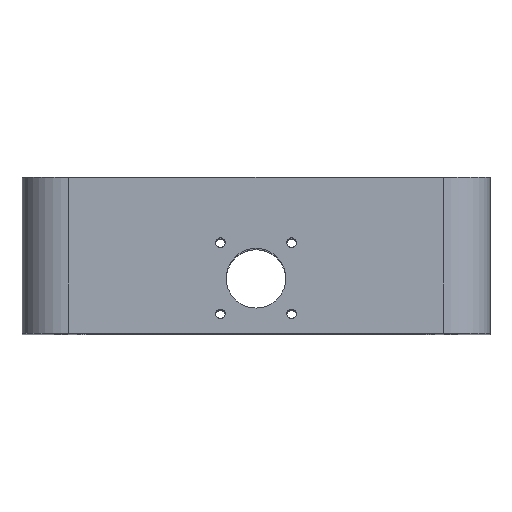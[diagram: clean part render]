
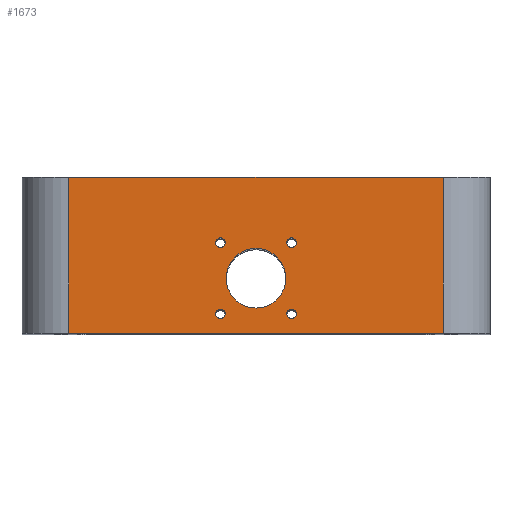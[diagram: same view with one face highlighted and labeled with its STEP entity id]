
A CAD part, top view. The second image highlights one B-rep face of the part: STEP entity #1673.
In plain terms, the highlighted planar face has unit normal (0, 0, 1).
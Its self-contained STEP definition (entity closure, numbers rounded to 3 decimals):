
#33=FACE_BOUND('',#275,.T.);
#34=FACE_BOUND('',#276,.T.);
#35=FACE_BOUND('',#277,.T.);
#36=FACE_BOUND('',#278,.T.);
#37=FACE_BOUND('',#279,.T.);
#103=PLANE('',#1917);
#178=FACE_OUTER_BOUND('',#274,.T.);
#274=EDGE_LOOP('',(#1412,#1413,#1414,#1415));
#275=EDGE_LOOP('',(#1416,#1417));
#276=EDGE_LOOP('',(#1418,#1419));
#277=EDGE_LOOP('',(#1420,#1421));
#278=EDGE_LOOP('',(#1422,#1423));
#279=EDGE_LOOP('',(#1424,#1425));
#405=LINE('',#2928,#492);
#407=LINE('',#2934,#494);
#408=LINE('',#2936,#495);
#409=LINE('',#2937,#496);
#492=VECTOR('',#2429,10.);
#494=VECTOR('',#2435,10.);
#495=VECTOR('',#2436,10.);
#496=VECTOR('',#2437,10.);
#513=CIRCLE('',#1709,1.23);
#514=CIRCLE('',#1710,1.23);
#516=CIRCLE('',#1713,1.23);
#517=CIRCLE('',#1714,1.23);
#519=CIRCLE('',#1717,1.23);
#520=CIRCLE('',#1718,1.23);
#522=CIRCLE('',#1721,1.23);
#523=CIRCLE('',#1722,1.23);
#525=CIRCLE('',#1725,7.65);
#526=CIRCLE('',#1726,7.65);
#665=VERTEX_POINT('',#2493);
#666=VERTEX_POINT('',#2494);
#668=VERTEX_POINT('',#2501);
#669=VERTEX_POINT('',#2502);
#671=VERTEX_POINT('',#2509);
#672=VERTEX_POINT('',#2510);
#674=VERTEX_POINT('',#2517);
#675=VERTEX_POINT('',#2518);
#677=VERTEX_POINT('',#2525);
#678=VERTEX_POINT('',#2526);
#823=VERTEX_POINT('',#2925);
#824=VERTEX_POINT('',#2927);
#826=VERTEX_POINT('',#2933);
#827=VERTEX_POINT('',#2935);
#842=EDGE_CURVE('',#665,#666,#513,.T.);
#843=EDGE_CURVE('',#666,#665,#514,.T.);
#846=EDGE_CURVE('',#668,#669,#516,.T.);
#847=EDGE_CURVE('',#669,#668,#517,.T.);
#850=EDGE_CURVE('',#671,#672,#519,.T.);
#851=EDGE_CURVE('',#672,#671,#520,.T.);
#854=EDGE_CURVE('',#674,#675,#522,.T.);
#855=EDGE_CURVE('',#675,#674,#523,.T.);
#858=EDGE_CURVE('',#677,#678,#525,.T.);
#859=EDGE_CURVE('',#678,#677,#526,.T.);
#1052=EDGE_CURVE('',#823,#824,#405,.T.);
#1055=EDGE_CURVE('',#826,#823,#407,.T.);
#1056=EDGE_CURVE('',#827,#826,#408,.T.);
#1057=EDGE_CURVE('',#824,#827,#409,.T.);
#1412=ORIENTED_EDGE('',*,*,#1052,.F.);
#1413=ORIENTED_EDGE('',*,*,#1055,.F.);
#1414=ORIENTED_EDGE('',*,*,#1056,.F.);
#1415=ORIENTED_EDGE('',*,*,#1057,.F.);
#1416=ORIENTED_EDGE('',*,*,#842,.T.);
#1417=ORIENTED_EDGE('',*,*,#843,.T.);
#1418=ORIENTED_EDGE('',*,*,#846,.T.);
#1419=ORIENTED_EDGE('',*,*,#847,.T.);
#1420=ORIENTED_EDGE('',*,*,#850,.T.);
#1421=ORIENTED_EDGE('',*,*,#851,.T.);
#1422=ORIENTED_EDGE('',*,*,#854,.T.);
#1423=ORIENTED_EDGE('',*,*,#855,.T.);
#1424=ORIENTED_EDGE('',*,*,#858,.T.);
#1425=ORIENTED_EDGE('',*,*,#859,.T.);
#1673=ADVANCED_FACE('',(#178,#33,#34,#35,#36,#37),#103,.T.);
#1709=AXIS2_PLACEMENT_3D('',#2495,#1947,#1948);
#1710=AXIS2_PLACEMENT_3D('',#2496,#1949,#1950);
#1713=AXIS2_PLACEMENT_3D('',#2503,#1956,#1957);
#1714=AXIS2_PLACEMENT_3D('',#2504,#1958,#1959);
#1717=AXIS2_PLACEMENT_3D('',#2511,#1965,#1966);
#1718=AXIS2_PLACEMENT_3D('',#2512,#1967,#1968);
#1721=AXIS2_PLACEMENT_3D('',#2519,#1974,#1975);
#1722=AXIS2_PLACEMENT_3D('',#2520,#1976,#1977);
#1725=AXIS2_PLACEMENT_3D('',#2527,#1983,#1984);
#1726=AXIS2_PLACEMENT_3D('',#2528,#1985,#1986);
#1917=AXIS2_PLACEMENT_3D('',#2932,#2433,#2434);
#1947=DIRECTION('center_axis',(0.,0.,-1.));
#1948=DIRECTION('ref_axis',(-1.,0.,0.));
#1949=DIRECTION('center_axis',(0.,0.,-1.));
#1950=DIRECTION('ref_axis',(-1.,0.,0.));
#1956=DIRECTION('center_axis',(0.,0.,-1.));
#1957=DIRECTION('ref_axis',(-1.,0.,0.));
#1958=DIRECTION('center_axis',(0.,0.,-1.));
#1959=DIRECTION('ref_axis',(-1.,0.,0.));
#1965=DIRECTION('center_axis',(0.,0.,-1.));
#1966=DIRECTION('ref_axis',(-1.,0.,0.));
#1967=DIRECTION('center_axis',(0.,0.,-1.));
#1968=DIRECTION('ref_axis',(-1.,0.,0.));
#1974=DIRECTION('center_axis',(0.,0.,-1.));
#1975=DIRECTION('ref_axis',(-1.,0.,0.));
#1976=DIRECTION('center_axis',(0.,0.,-1.));
#1977=DIRECTION('ref_axis',(-1.,0.,0.));
#1983=DIRECTION('center_axis',(0.,0.,-1.));
#1984=DIRECTION('ref_axis',(-1.,0.,0.));
#1985=DIRECTION('center_axis',(0.,0.,-1.));
#1986=DIRECTION('ref_axis',(-1.,0.,0.));
#2429=DIRECTION('',(0.,-1.,0.));
#2433=DIRECTION('center_axis',(0.,0.,1.));
#2434=DIRECTION('ref_axis',(1.,0.,0.));
#2435=DIRECTION('',(1.,0.,0.));
#2436=DIRECTION('',(0.,1.,0.));
#2437=DIRECTION('',(-1.,0.,0.));
#2493=CARTESIAN_POINT('',(7.891,5.,100.));
#2494=CARTESIAN_POINT('',(10.35,5.,100.));
#2495=CARTESIAN_POINT('Origin',(9.12,5.,100.));
#2496=CARTESIAN_POINT('Origin',(9.12,5.,100.));
#2501=CARTESIAN_POINT('',(-10.35,23.24,100.));
#2502=CARTESIAN_POINT('',(-7.891,23.24,100.));
#2503=CARTESIAN_POINT('Origin',(-9.12,23.24,100.));
#2504=CARTESIAN_POINT('Origin',(-9.12,23.24,100.));
#2509=CARTESIAN_POINT('',(7.891,23.24,100.));
#2510=CARTESIAN_POINT('',(10.35,23.24,100.));
#2511=CARTESIAN_POINT('Origin',(9.12,23.24,100.));
#2512=CARTESIAN_POINT('Origin',(9.12,23.24,100.));
#2517=CARTESIAN_POINT('',(-10.35,5.,100.));
#2518=CARTESIAN_POINT('',(-7.891,5.,100.));
#2519=CARTESIAN_POINT('Origin',(-9.12,5.,100.));
#2520=CARTESIAN_POINT('Origin',(-9.12,5.,100.));
#2525=CARTESIAN_POINT('',(-7.65,14.12,100.));
#2526=CARTESIAN_POINT('',(7.65,14.12,100.));
#2527=CARTESIAN_POINT('Origin',(0.,14.12,100.));
#2528=CARTESIAN_POINT('Origin',(0.,14.12,100.));
#2925=CARTESIAN_POINT('',(48.,40.,100.));
#2927=CARTESIAN_POINT('',(48.,0.,100.));
#2928=CARTESIAN_POINT('',(48.,0.,100.));
#2932=CARTESIAN_POINT('Origin',(-60.,0.,100.));
#2933=CARTESIAN_POINT('',(-48.,40.,100.));
#2934=CARTESIAN_POINT('',(60.,40.,100.));
#2935=CARTESIAN_POINT('',(-48.,0.,100.));
#2936=CARTESIAN_POINT('',(-48.,0.,100.));
#2937=CARTESIAN_POINT('',(60.,0.,100.));
